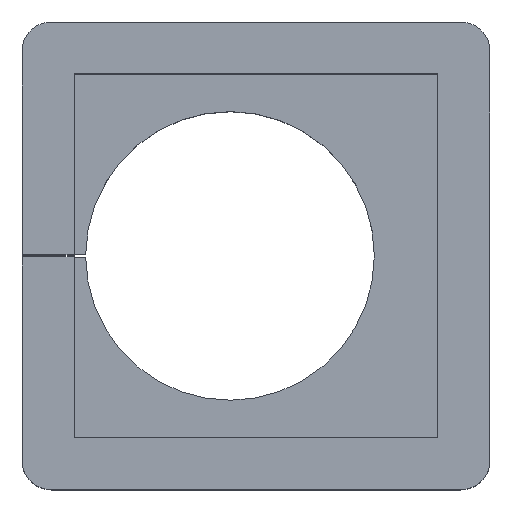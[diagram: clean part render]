
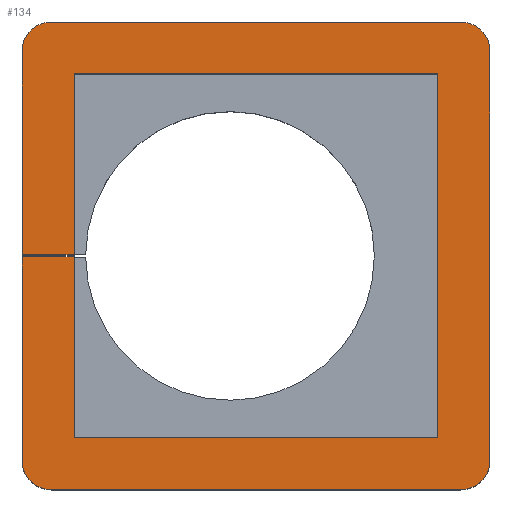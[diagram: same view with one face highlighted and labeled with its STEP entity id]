
A CAD part, top view. The second image highlights one B-rep face of the part: STEP entity #134.
In plain terms, the highlighted planar face has unit normal (0, 0, 1).
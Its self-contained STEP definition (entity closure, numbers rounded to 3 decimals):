
#134=ADVANCED_FACE('NONE',(#307),#308,.F.);
#307=FACE_OUTER_BOUND('',#516,.T.);
#308=PLANE('',#517);
#516=EDGE_LOOP('',(#874,#875,#876,#877,#878,#879,#880,#881,#882,#883,#884,#885,#886,#887,#888,#889));
#517=AXIS2_PLACEMENT_3D('',#890,#891,#892);
#874=ORIENTED_EDGE('',*,*,#1387,.F.);
#875=ORIENTED_EDGE('',*,*,#1350,.F.);
#876=ORIENTED_EDGE('',*,*,#1371,.T.);
#877=ORIENTED_EDGE('',*,*,#1440,.T.);
#878=ORIENTED_EDGE('',*,*,#1428,.T.);
#879=ORIENTED_EDGE('',*,*,#1441,.T.);
#880=ORIENTED_EDGE('',*,*,#1432,.T.);
#881=ORIENTED_EDGE('',*,*,#1442,.T.);
#882=ORIENTED_EDGE('',*,*,#1437,.T.);
#883=ORIENTED_EDGE('',*,*,#1443,.T.);
#884=ORIENTED_EDGE('',*,*,#1425,.T.);
#885=ORIENTED_EDGE('',*,*,#1354,.F.);
#886=ORIENTED_EDGE('',*,*,#1444,.F.);
#887=ORIENTED_EDGE('',*,*,#1445,.F.);
#888=ORIENTED_EDGE('',*,*,#1446,.F.);
#889=ORIENTED_EDGE('',*,*,#1447,.F.);
#890=CARTESIAN_POINT('',(-40.5,40.5,37.5));
#891=DIRECTION('',(0.0,0.0,-1.0));
#892=DIRECTION('',(0.0,-1.0,0.0));
#1350=EDGE_CURVE('NONE',#1640,#1642,#1643,.T.);
#1354=EDGE_CURVE('NONE',#1646,#1648,#1649,.T.);
#1371=EDGE_CURVE('NONE',#1640,#1678,#1679,.T.);
#1387=EDGE_CURVE('NONE',#1642,#1702,#1703,.T.);
#1425=EDGE_CURVE('NONE',#1763,#1648,#1764,.T.);
#1428=EDGE_CURVE('NONE',#1767,#1768,#1769,.T.);
#1432=EDGE_CURVE('NONE',#1773,#1774,#1775,.T.);
#1437=EDGE_CURVE('NONE',#1781,#1779,#1782,.T.);
#1440=EDGE_CURVE('NONE',#1678,#1767,#1785,.T.);
#1441=EDGE_CURVE('NONE',#1768,#1773,#1786,.T.);
#1442=EDGE_CURVE('NONE',#1774,#1781,#1787,.T.);
#1443=EDGE_CURVE('NONE',#1779,#1763,#1788,.T.);
#1444=EDGE_CURVE('NONE',#1789,#1646,#1790,.T.);
#1445=EDGE_CURVE('NONE',#1791,#1789,#1792,.T.);
#1446=EDGE_CURVE('NONE',#1793,#1791,#1794,.T.);
#1447=EDGE_CURVE('NONE',#1702,#1793,#1795,.T.);
#1640=VERTEX_POINT('NONE',#2060);
#1642=VERTEX_POINT('NONE',#2063);
#1643=LINE('',#2064,#2065);
#1646=VERTEX_POINT('NONE',#2069);
#1648=VERTEX_POINT('NONE',#2072);
#1649=LINE('',#2073,#2074);
#1678=VERTEX_POINT('NONE',#2117);
#1679=LINE('',#2118,#2119);
#1702=VERTEX_POINT('NONE',#2153);
#1703=LINE('',#2154,#2155);
#1763=VERTEX_POINT('NONE',#2237);
#1764=LINE('',#2238,#2239);
#1767=VERTEX_POINT('NONE',#2243);
#1768=VERTEX_POINT('NONE',#2244);
#1769=LINE('',#2245,#2246);
#1773=VERTEX_POINT('NONE',#2252);
#1774=VERTEX_POINT('NONE',#2253);
#1775=LINE('',#2254,#2255);
#1779=VERTEX_POINT('NONE',#2261);
#1781=VERTEX_POINT('NONE',#2264);
#1782=LINE('',#2265,#2266);
#1785=CIRCLE('',#2270,5.0);
#1786=CIRCLE('',#2271,5.0);
#1787=CIRCLE('',#2272,5.0);
#1788=CIRCLE('',#2273,5.0);
#1789=VERTEX_POINT('NONE',#2274);
#1790=LINE('',#2275,#2276);
#1791=VERTEX_POINT('NONE',#2277);
#1792=LINE('',#2278,#2279);
#1793=VERTEX_POINT('NONE',#2280);
#1794=LINE('',#2281,#2282);
#1795=LINE('',#2283,#2284);
#2060=CARTESIAN_POINT('',(-40.5,-0.2,37.5));
#2063=CARTESIAN_POINT('',(-31.5,-0.2,37.5));
#2064=CARTESIAN_POINT('',(-40.5,-0.2,37.5));
#2065=VECTOR('',#2554,1000.0);
#2069=CARTESIAN_POINT('',(-31.5,0.2,37.5));
#2072=CARTESIAN_POINT('',(-40.5,0.2,37.5));
#2073=CARTESIAN_POINT('',(-40.5,0.2,37.5));
#2074=VECTOR('',#2557,1000.0);
#2117=CARTESIAN_POINT('',(-40.5,-35.5,37.5));
#2118=CARTESIAN_POINT('',(-40.5,-40.5,37.5));
#2119=VECTOR('',#2572,1000.0);
#2153=CARTESIAN_POINT('',(-31.5,-31.5,37.5));
#2154=CARTESIAN_POINT('',(-31.5,-31.5,37.5));
#2155=VECTOR('',#2584,1000.0);
#2237=CARTESIAN_POINT('',(-40.5,35.5,37.5));
#2238=CARTESIAN_POINT('',(-40.5,-40.5,37.5));
#2239=VECTOR('',#2631,1000.0);
#2243=CARTESIAN_POINT('',(-35.5,-40.5,37.5));
#2244=CARTESIAN_POINT('',(35.5,-40.5,37.5));
#2245=CARTESIAN_POINT('',(-40.5,-40.5,37.5));
#2246=VECTOR('',#2633,1000.0);
#2252=CARTESIAN_POINT('',(40.5,-35.5,37.5));
#2253=CARTESIAN_POINT('',(40.5,35.5,37.5));
#2254=CARTESIAN_POINT('',(40.5,-40.5,37.5));
#2255=VECTOR('',#2636,1000.0);
#2261=CARTESIAN_POINT('',(-35.5,40.5,37.5));
#2264=CARTESIAN_POINT('',(35.5,40.5,37.5));
#2265=CARTESIAN_POINT('',(-40.5,40.5,37.5));
#2266=VECTOR('',#2640,1000.0);
#2270=AXIS2_PLACEMENT_3D('',#2642,#2643,#2644);
#2271=AXIS2_PLACEMENT_3D('',#2645,#2646,#2647);
#2272=AXIS2_PLACEMENT_3D('',#2648,#2649,#2650);
#2273=AXIS2_PLACEMENT_3D('',#2651,#2652,#2653);
#2274=CARTESIAN_POINT('',(-31.5,31.5,37.5));
#2275=CARTESIAN_POINT('',(-31.5,-31.5,37.5));
#2276=VECTOR('',#2654,1000.0);
#2277=CARTESIAN_POINT('',(31.5,31.5,37.5));
#2278=CARTESIAN_POINT('',(-31.5,31.5,37.5));
#2279=VECTOR('',#2655,1000.0);
#2280=CARTESIAN_POINT('',(31.5,-31.5,37.5));
#2281=CARTESIAN_POINT('',(31.5,-31.5,37.5));
#2282=VECTOR('',#2656,1000.0);
#2283=CARTESIAN_POINT('',(-31.5,-31.5,37.5));
#2284=VECTOR('',#2657,1000.0);
#2554=DIRECTION('',(1.0,0.0,0.0));
#2557=DIRECTION('',(-1.0,0.,-0.0));
#2572=DIRECTION('',(-0.0,-1.0,-0.0));
#2584=DIRECTION('',(-0.0,-1.0,-0.0));
#2631=DIRECTION('',(-0.0,-1.0,-0.0));
#2633=DIRECTION('',(1.0,0.0,0.0));
#2636=DIRECTION('',(0.0,1.0,0.0));
#2640=DIRECTION('',(-1.0,-0.0,-0.0));
#2642=CARTESIAN_POINT('',(-35.5,-35.5,37.5));
#2643=DIRECTION('',(0.0,0.0,1.0));
#2644=DIRECTION('',(-1.0,0.0,0.0));
#2645=CARTESIAN_POINT('',(35.5,-35.5,37.5));
#2646=DIRECTION('',(0.0,0.0,1.0));
#2647=DIRECTION('',(-1.0,0.0,0.0));
#2648=CARTESIAN_POINT('',(35.5,35.5,37.5));
#2649=DIRECTION('',(0.0,0.0,1.0));
#2650=DIRECTION('',(-1.0,0.0,0.0));
#2651=CARTESIAN_POINT('',(-35.5,35.5,37.5));
#2652=DIRECTION('',(0.0,0.0,1.0));
#2653=DIRECTION('',(-1.0,0.0,0.0));
#2654=DIRECTION('',(-0.0,-1.0,-0.0));
#2655=DIRECTION('',(-1.0,-0.0,-0.0));
#2656=DIRECTION('',(0.0,1.0,0.0));
#2657=DIRECTION('',(1.0,0.,0.0));
